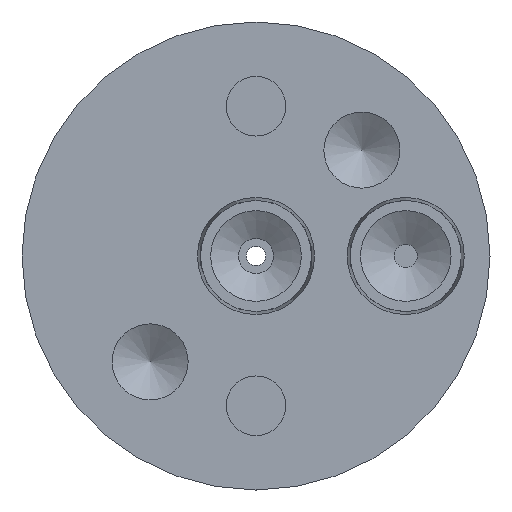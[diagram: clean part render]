
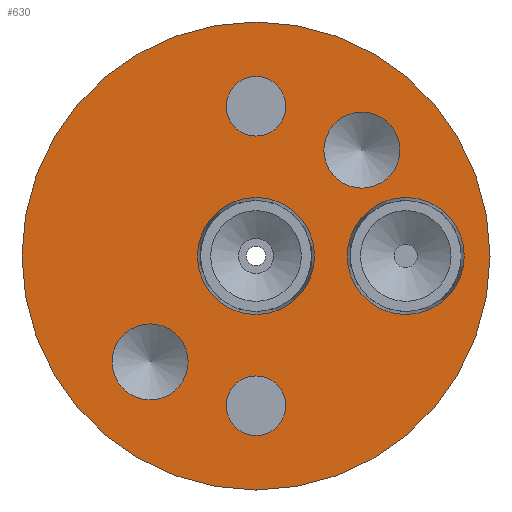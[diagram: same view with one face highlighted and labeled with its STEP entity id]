
A CAD part, front view. The second image highlights one B-rep face of the part: STEP entity #630.
In plain terms, the highlighted planar face has unit normal (0, -1, 0).
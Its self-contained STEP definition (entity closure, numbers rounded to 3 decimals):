
#41 = ORIENTED_EDGE ( 'NONE', *, *, #2394, .F. ) ;
#45 = CARTESIAN_POINT ( 'NONE',  ( 0., -12.7, 0. ) ) ;
#49 = CARTESIAN_POINT ( 'NONE',  ( 0., -12.7, -12.179 ) ) ;
#73 = DIRECTION ( 'NONE',  ( 0., 0., -1. ) ) ;
#137 = EDGE_CURVE ( 'NONE', #728, #728, #1371, .T. ) ;
#163 = CARTESIAN_POINT ( 'NONE',  ( 0., -12.7, 15.875 ) ) ;
#196 = EDGE_LOOP ( 'NONE', ( #441 ) ) ;
#344 = EDGE_CURVE ( 'NONE', #1272, #1272, #534, .T. ) ;
#361 = EDGE_LOOP ( 'NONE', ( #2623 ) ) ;
#375 = CARTESIAN_POINT ( 'NONE',  ( -15.875, -12.7, 0. ) ) ;
#386 = EDGE_LOOP ( 'NONE', ( #2529 ) ) ;
#404 = FACE_BOUND ( 'NONE', #361, .T. ) ;
#441 = ORIENTED_EDGE ( 'NONE', *, *, #1995, .F. ) ;
#469 = AXIS2_PLACEMENT_3D ( 'NONE', #1211, #2491, #703 ) ;
#495 = DIRECTION ( 'NONE',  ( 0., -1., 0. ) ) ;
#512 = AXIS2_PLACEMENT_3D ( 'NONE', #1853, #1424, #1183 ) ;
#516 = EDGE_LOOP ( 'NONE', ( #1377 ) ) ;
#534 = CIRCLE ( 'NONE', #1248, 15.875 ) ;
#622 = CARTESIAN_POINT ( 'NONE',  ( 0., -12.7, 0. ) ) ;
#625 = FACE_BOUND ( 'NONE', #516, .T. ) ;
#630 = ADVANCED_FACE ( 'NONE', ( #1764, #2661, #625, #1076, #1529, #404, #1741 ), #2003, .T. ) ;
#646 = VERTEX_POINT ( 'NONE', #1362 ) ;
#703 = DIRECTION ( 'NONE',  ( 0., 0., -1. ) ) ;
#728 = VERTEX_POINT ( 'NONE', #1166 ) ;
#732 = EDGE_CURVE ( 'NONE', #646, #646, #1398, .T. ) ;
#856 = CARTESIAN_POINT ( 'NONE',  ( 10.16, -12.7, 0. ) ) ;
#921 = ORIENTED_EDGE ( 'NONE', *, *, #344, .F. ) ;
#923 = DIRECTION ( 'NONE',  ( 0., 1., 0. ) ) ;
#933 = CIRCLE ( 'NONE', #512, 2.019 ) ;
#935 = CIRCLE ( 'NONE', #2045, 2.58 ) ;
#1013 = CARTESIAN_POINT ( 'NONE',  ( 7.184, -12.7, 4.604 ) ) ;
#1076 = FACE_BOUND ( 'NONE', #386, .T. ) ;
#1165 = VERTEX_POINT ( 'NONE', #1653 ) ;
#1166 = CARTESIAN_POINT ( 'NONE',  ( 0., -12.7, -3.969 ) ) ;
#1183 = DIRECTION ( 'NONE',  ( 0., 0., -1. ) ) ;
#1211 = CARTESIAN_POINT ( 'NONE',  ( -7.184, -12.7, -7.184 ) ) ;
#1248 = AXIS2_PLACEMENT_3D ( 'NONE', #45, #923, #2232 ) ;
#1272 = VERTEX_POINT ( 'NONE', #163 ) ;
#1347 = EDGE_CURVE ( 'NONE', #1165, #1165, #933, .T. ) ;
#1350 = AXIS2_PLACEMENT_3D ( 'NONE', #856, #2484, #1507 ) ;
#1362 = CARTESIAN_POINT ( 'NONE',  ( 10.16, -12.7, -3.969 ) ) ;
#1371 = CIRCLE ( 'NONE', #1605, 3.969 ) ;
#1377 = ORIENTED_EDGE ( 'NONE', *, *, #1347, .F. ) ;
#1398 = CIRCLE ( 'NONE', #1350, 3.969 ) ;
#1424 = DIRECTION ( 'NONE',  ( 0., -1., 0. ) ) ;
#1429 = EDGE_LOOP ( 'NONE', ( #921 ) ) ;
#1507 = DIRECTION ( 'NONE',  ( 0., 0., -1. ) ) ;
#1525 = DIRECTION ( 'NONE',  ( 0., -1., 0. ) ) ;
#1529 = FACE_BOUND ( 'NONE', #1690, .T. ) ;
#1535 = AXIS2_PLACEMENT_3D ( 'NONE', #2403, #2593, #1700 ) ;
#1577 = CIRCLE ( 'NONE', #1535, 2.019 ) ;
#1605 = AXIS2_PLACEMENT_3D ( 'NONE', #622, #1525, #2482 ) ;
#1653 = CARTESIAN_POINT ( 'NONE',  ( 0., -12.7, 8.141 ) ) ;
#1690 = EDGE_LOOP ( 'NONE', ( #2229 ) ) ;
#1700 = DIRECTION ( 'NONE',  ( 0., 0., -1. ) ) ;
#1728 = EDGE_CURVE ( 'NONE', #2069, #2069, #1577, .T. ) ;
#1741 = FACE_OUTER_BOUND ( 'NONE', #1429, .T. ) ;
#1764 = FACE_BOUND ( 'NONE', #2690, .T. ) ;
#1853 = CARTESIAN_POINT ( 'NONE',  ( 0., -12.7, 10.16 ) ) ;
#1968 = VERTEX_POINT ( 'NONE', #1013 ) ;
#1985 = CARTESIAN_POINT ( 'NONE',  ( -7.184, -12.7, -9.764 ) ) ;
#1995 = EDGE_CURVE ( 'NONE', #2612, #2612, #2599, .T. ) ;
#2003 = PLANE ( 'NONE',  #2212 ) ;
#2045 = AXIS2_PLACEMENT_3D ( 'NONE', #2091, #495, #73 ) ;
#2069 = VERTEX_POINT ( 'NONE', #49 ) ;
#2070 = DIRECTION ( 'NONE',  ( 0., 0., -1. ) ) ;
#2091 = CARTESIAN_POINT ( 'NONE',  ( 7.184, -12.7, 7.184 ) ) ;
#2212 = AXIS2_PLACEMENT_3D ( 'NONE', #375, #2717, #2070 ) ;
#2229 = ORIENTED_EDGE ( 'NONE', *, *, #137, .F. ) ;
#2232 = DIRECTION ( 'NONE',  ( 0., 0., 1. ) ) ;
#2394 = EDGE_CURVE ( 'NONE', #1968, #1968, #935, .T. ) ;
#2403 = CARTESIAN_POINT ( 'NONE',  ( 0., -12.7, -10.16 ) ) ;
#2482 = DIRECTION ( 'NONE',  ( 0., 0., -1. ) ) ;
#2484 = DIRECTION ( 'NONE',  ( 0., -1., 0. ) ) ;
#2491 = DIRECTION ( 'NONE',  ( 0., -1., 0. ) ) ;
#2529 = ORIENTED_EDGE ( 'NONE', *, *, #1728, .F. ) ;
#2593 = DIRECTION ( 'NONE',  ( 0., -1., 0. ) ) ;
#2599 = CIRCLE ( 'NONE', #469, 2.58 ) ;
#2612 = VERTEX_POINT ( 'NONE', #1985 ) ;
#2623 = ORIENTED_EDGE ( 'NONE', *, *, #732, .F. ) ;
#2661 = FACE_BOUND ( 'NONE', #196, .T. ) ;
#2690 = EDGE_LOOP ( 'NONE', ( #41 ) ) ;
#2717 = DIRECTION ( 'NONE',  ( 0., -1., 0. ) ) ;
